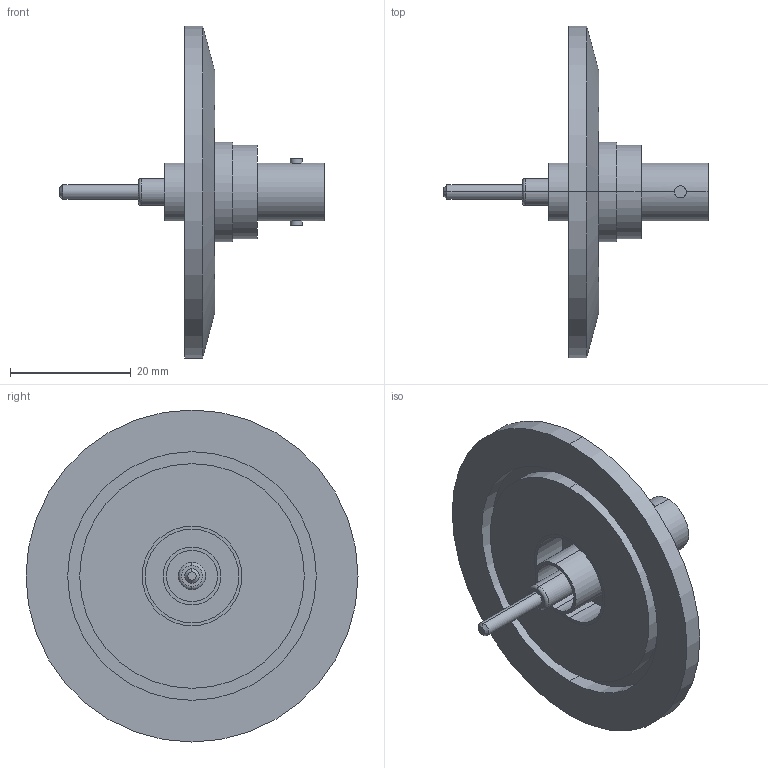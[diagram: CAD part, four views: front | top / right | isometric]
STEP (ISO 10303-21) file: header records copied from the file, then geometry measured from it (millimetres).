
FILE_DESCRIPTION (( 'STEP AP214' ), '1' );
FILE_NAME ('242-BNCF50-K40.step', '2025-02-18T20:47:40', ( '' ), ( '' ), 'SwSTEP 2.0', 'SolidWorks 2022', '' );
FILE_SCHEMA (( 'AUTOMOTIVE_DESIGN' ));
Length unit declared in the file: millimetre
Products named in the file (3): 9431-K40-16.5_DN40 KF; 242-BNCF50-K40; 242-BNCF50-I
Assembly tree (2 placements, depth 2):
  242-BNCF50-K40
    9431-K40-16.5_DN40 KF
    242-BNCF50-I
Bounding box: 43.75 x 55 x 55 mm (x, y, z)
Volume: 11078.9 mm3; surface area: 8593.6 mm2
Topology: 2 solids, 2 shells, 63 faces, 126 edges, 80 vertices
Faces by surface type: cylinder 36, plane 19, cone 6, torus 2
Entity records: 1924 total; most frequent: CARTESIAN_POINT 342, DIRECTION 336, ORIENTED_EDGE 252, AXIS2_PLACEMENT_3D 146, EDGE_CURVE 126, VERTEX_POINT 80, EDGE_LOOP 78, CIRCLE 78
